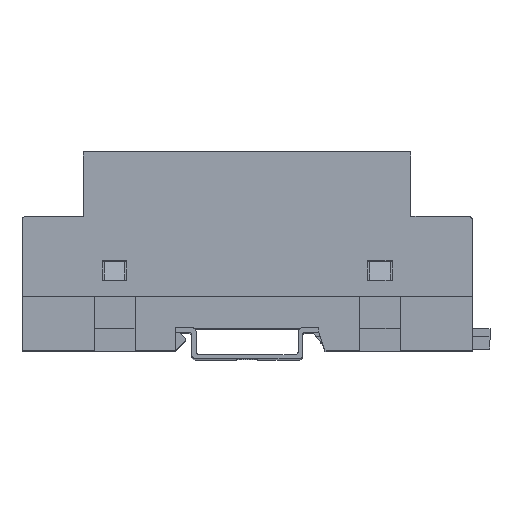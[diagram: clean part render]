
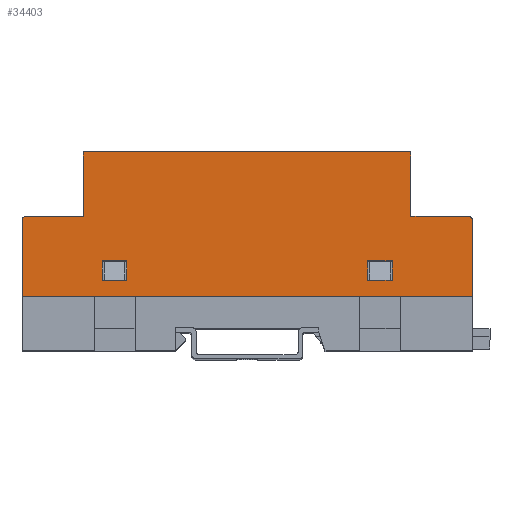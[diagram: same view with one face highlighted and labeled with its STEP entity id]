
A CAD part, top view. The second image highlights one B-rep face of the part: STEP entity #34403.
In plain terms, the highlighted face is planar.
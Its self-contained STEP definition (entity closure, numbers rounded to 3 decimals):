
#84 = FACE_BOUND ( 'NONE', #15578, .T. ) ;
#201 = ORIENTED_EDGE ( 'NONE', *, *, #23395, .F. ) ;
#346 = VERTEX_POINT ( 'NONE', #32125 ) ;
#558 = LINE ( 'NONE', #13888, #6285 ) ;
#829 = VECTOR ( 'NONE', #16255, 1000. ) ;
#863 = LINE ( 'NONE', #11511, #33746 ) ;
#892 = LINE ( 'NONE', #14904, #16728 ) ;
#2059 = AXIS2_PLACEMENT_3D ( 'NONE', #20755, #26518, #23606 ) ;
#2179 = VECTOR ( 'NONE', #26541, 1000. ) ;
#2535 = DIRECTION ( 'NONE',  ( 0., 0., -1. ) ) ;
#3439 = ORIENTED_EDGE ( 'NONE', *, *, #28565, .F. ) ;
#3597 = VECTOR ( 'NONE', #11134, 1000. ) ;
#3613 = ORIENTED_EDGE ( 'NONE', *, *, #29891, .T. ) ;
#3735 = CARTESIAN_POINT ( 'NONE',  ( 35.4, 4., -52.5 ) ) ;
#4367 = LINE ( 'NONE', #26508, #27654 ) ;
#4431 = CARTESIAN_POINT ( 'NONE',  ( 55., 35.3, -52.5 ) ) ;
#4818 = AXIS2_PLACEMENT_3D ( 'NONE', #36084, #2535, #11039 ) ;
#5473 = CARTESIAN_POINT ( 'NONE',  ( -40., 19.6, -52.5 ) ) ;
#5487 = CARTESIAN_POINT ( 'NONE',  ( -54., 19.6, -52.5 ) ) ;
#5500 = ORIENTED_EDGE ( 'NONE', *, *, #12209, .T. ) ;
#5589 = VERTEX_POINT ( 'NONE', #29128 ) ;
#5635 = LINE ( 'NONE', #34982, #30182 ) ;
#6224 = CARTESIAN_POINT ( 'NONE',  ( -54., 18.6, -52.5 ) ) ;
#6279 = LINE ( 'NONE', #5473, #3597 ) ;
#6285 = VECTOR ( 'NONE', #33435, 1000. ) ;
#6575 = EDGE_CURVE ( 'NONE', #346, #9719, #863, .T. ) ;
#6635 = ORIENTED_EDGE ( 'NONE', *, *, #17097, .F. ) ;
#6873 = CARTESIAN_POINT ( 'NONE',  ( -35.4, 4., -52.5 ) ) ;
#6922 = PLANE ( 'NONE',  #2059 ) ;
#6984 = EDGE_CURVE ( 'NONE', #25295, #34674, #24132, .T. ) ;
#7318 = ORIENTED_EDGE ( 'NONE', *, *, #6575, .F. ) ;
#7362 = VECTOR ( 'NONE', #31665, 1000. ) ;
#7700 = CARTESIAN_POINT ( 'NONE',  ( -29.4, 8.7, -52.5 ) ) ;
#7751 = ORIENTED_EDGE ( 'NONE', *, *, #21927, .F. ) ;
#8008 = LINE ( 'NONE', #17239, #29432 ) ;
#8043 = VERTEX_POINT ( 'NONE', #35356 ) ;
#8215 = CIRCLE ( 'NONE', #4818, 1. ) ;
#8463 = CARTESIAN_POINT ( 'NONE',  ( 54., 19.6, -52.5 ) ) ;
#8709 = EDGE_CURVE ( 'NONE', #8043, #5589, #13212, .T. ) ;
#8712 = DIRECTION ( 'NONE',  ( 0., 0., -1. ) ) ;
#8767 = CARTESIAN_POINT ( 'NONE',  ( -29.4, 4., -52.5 ) ) ;
#8789 = LINE ( 'NONE', #3735, #23231 ) ;
#8815 = LINE ( 'NONE', #4431, #2179 ) ;
#8838 = DIRECTION ( 'NONE',  ( 1., 0., 0. ) ) ;
#9444 = DIRECTION ( 'NONE',  ( -1., 0., 0. ) ) ;
#9530 = EDGE_CURVE ( 'NONE', #28478, #346, #5635, .T. ) ;
#9719 = VERTEX_POINT ( 'NONE', #7700 ) ;
#10480 = CARTESIAN_POINT ( 'NONE',  ( 35.4, 8.7, -52.5 ) ) ;
#10958 = EDGE_CURVE ( 'NONE', #28884, #21398, #8215, .T. ) ;
#10985 = VERTEX_POINT ( 'NONE', #24879 ) ;
#11039 = DIRECTION ( 'NONE',  ( 1., 0., 0. ) ) ;
#11134 = DIRECTION ( 'NONE',  ( 0., 1., 0. ) ) ;
#11232 = CARTESIAN_POINT ( 'NONE',  ( 40., 19.6, -52.5 ) ) ;
#11448 = VECTOR ( 'NONE', #30770, 1000. ) ;
#11511 = CARTESIAN_POINT ( 'NONE',  ( -29.4, 8.7, -52.5 ) ) ;
#12005 = CARTESIAN_POINT ( 'NONE',  ( 35.4, 4., -52.5 ) ) ;
#12209 = EDGE_CURVE ( 'NONE', #10985, #19205, #4367, .T. ) ;
#13182 = ORIENTED_EDGE ( 'NONE', *, *, #10958, .T. ) ;
#13212 = LINE ( 'NONE', #11232, #11448 ) ;
#13888 = CARTESIAN_POINT ( 'NONE',  ( 55., 19.6, -52.5 ) ) ;
#13965 = CARTESIAN_POINT ( 'NONE',  ( -55., 18.6, -52.5 ) ) ;
#14104 = EDGE_LOOP ( 'NONE', ( #33071, #13182, #16925, #5500, #7751, #34061, #34040, #3613, #31715, #17353 ) ) ;
#14592 = DIRECTION ( 'NONE',  ( 1., 0., 0. ) ) ;
#14842 = DIRECTION ( 'NONE',  ( -1., 0., 0. ) ) ;
#14904 = CARTESIAN_POINT ( 'NONE',  ( 35.4, 8.7, -52.5 ) ) ;
#14952 = CARTESIAN_POINT ( 'NONE',  ( 29.4, 8.7, -52.5 ) ) ;
#15578 = EDGE_LOOP ( 'NONE', ( #32950, #22030, #201, #6635 ) ) ;
#15905 = VERTEX_POINT ( 'NONE', #22709 ) ;
#15938 = VECTOR ( 'NONE', #29889, 1000. ) ;
#16255 = DIRECTION ( 'NONE',  ( 1., 0., 0. ) ) ;
#16350 = VERTEX_POINT ( 'NONE', #13965 ) ;
#16728 = VECTOR ( 'NONE', #23341, 1000. ) ;
#16925 = ORIENTED_EDGE ( 'NONE', *, *, #17765, .T. ) ;
#17097 = EDGE_CURVE ( 'NONE', #34674, #28946, #892, .T. ) ;
#17239 = CARTESIAN_POINT ( 'NONE',  ( -55., 35.3, -52.5 ) ) ;
#17353 = ORIENTED_EDGE ( 'NONE', *, *, #8709, .F. ) ;
#17530 = ORIENTED_EDGE ( 'NONE', *, *, #9530, .F. ) ;
#17765 = EDGE_CURVE ( 'NONE', #21398, #10985, #8815, .T. ) ;
#18027 = CARTESIAN_POINT ( 'NONE',  ( -55., 0., -52.5 ) ) ;
#18131 = EDGE_CURVE ( 'NONE', #5589, #18776, #24965, .T. ) ;
#18244 = DIRECTION ( 'NONE',  ( 0., 1., 0. ) ) ;
#18776 = VERTEX_POINT ( 'NONE', #21618 ) ;
#18846 = VECTOR ( 'NONE', #23384, 1000. ) ;
#19205 = VERTEX_POINT ( 'NONE', #18027 ) ;
#19736 = CIRCLE ( 'NONE', #32110, 1. ) ;
#20587 = EDGE_CURVE ( 'NONE', #9719, #33051, #28626, .T. ) ;
#20752 = EDGE_CURVE ( 'NONE', #28884, #8043, #558, .T. ) ;
#20755 = CARTESIAN_POINT ( 'NONE',  ( -55., 35.3, -52.5 ) ) ;
#21206 = CARTESIAN_POINT ( 'NONE',  ( -29.4, 4., -52.5 ) ) ;
#21398 = VERTEX_POINT ( 'NONE', #27429 ) ;
#21618 = CARTESIAN_POINT ( 'NONE',  ( -40., 35.3, -52.5 ) ) ;
#21927 = EDGE_CURVE ( 'NONE', #16350, #19205, #8008, .T. ) ;
#22030 = ORIENTED_EDGE ( 'NONE', *, *, #32099, .F. ) ;
#22214 = LINE ( 'NONE', #21206, #33987 ) ;
#22476 = FACE_OUTER_BOUND ( 'NONE', #14104, .T. ) ;
#22709 = CARTESIAN_POINT ( 'NONE',  ( 29.4, 4., -52.5 ) ) ;
#23181 = VERTEX_POINT ( 'NONE', #5487 ) ;
#23231 = VECTOR ( 'NONE', #9444, 1000. ) ;
#23341 = DIRECTION ( 'NONE',  ( 0., -1., 0. ) ) ;
#23384 = DIRECTION ( 'NONE',  ( -1., 0., 0. ) ) ;
#23395 = EDGE_CURVE ( 'NONE', #28946, #15905, #8789, .T. ) ;
#23500 = VERTEX_POINT ( 'NONE', #24434 ) ;
#23587 = CARTESIAN_POINT ( 'NONE',  ( 29.4, 8.7, -52.5 ) ) ;
#23593 = LINE ( 'NONE', #14952, #7362 ) ;
#23606 = DIRECTION ( 'NONE',  ( 1., 0., 0. ) ) ;
#23920 = DIRECTION ( 'NONE',  ( -1., 0., 0. ) ) ;
#24132 = LINE ( 'NONE', #36038, #829 ) ;
#24302 = CARTESIAN_POINT ( 'NONE',  ( -29.4, 8.7, -52.5 ) ) ;
#24434 = CARTESIAN_POINT ( 'NONE',  ( -40., 19.6, -52.5 ) ) ;
#24879 = CARTESIAN_POINT ( 'NONE',  ( 55., 0., -52.5 ) ) ;
#24965 = LINE ( 'NONE', #26302, #18846 ) ;
#25295 = VERTEX_POINT ( 'NONE', #23587 ) ;
#25819 = VECTOR ( 'NONE', #14842, 1000. ) ;
#26302 = CARTESIAN_POINT ( 'NONE',  ( -55., 35.3, -52.5 ) ) ;
#26508 = CARTESIAN_POINT ( 'NONE',  ( -55., 0., -52.5 ) ) ;
#26518 = DIRECTION ( 'NONE',  ( 0., 0., 1. ) ) ;
#26541 = DIRECTION ( 'NONE',  ( 0., -1., 0. ) ) ;
#27183 = EDGE_CURVE ( 'NONE', #23500, #23181, #33238, .T. ) ;
#27429 = CARTESIAN_POINT ( 'NONE',  ( 55., 18.6, -52.5 ) ) ;
#27654 = VECTOR ( 'NONE', #32827, 1000. ) ;
#28478 = VERTEX_POINT ( 'NONE', #6873 ) ;
#28565 = EDGE_CURVE ( 'NONE', #33051, #28478, #22214, .T. ) ;
#28626 = LINE ( 'NONE', #24302, #15938 ) ;
#28884 = VERTEX_POINT ( 'NONE', #8463 ) ;
#28946 = VERTEX_POINT ( 'NONE', #12005 ) ;
#29128 = CARTESIAN_POINT ( 'NONE',  ( 40., 35.3, -52.5 ) ) ;
#29432 = VECTOR ( 'NONE', #33603, 1000. ) ;
#29889 = DIRECTION ( 'NONE',  ( 0., -1., 0. ) ) ;
#29891 = EDGE_CURVE ( 'NONE', #23500, #18776, #6279, .T. ) ;
#30182 = VECTOR ( 'NONE', #18244, 1000. ) ;
#30770 = DIRECTION ( 'NONE',  ( 0., 1., 0. ) ) ;
#31665 = DIRECTION ( 'NONE',  ( 0., 1., 0. ) ) ;
#31715 = ORIENTED_EDGE ( 'NONE', *, *, #18131, .F. ) ;
#32099 = EDGE_CURVE ( 'NONE', #15905, #25295, #23593, .T. ) ;
#32110 = AXIS2_PLACEMENT_3D ( 'NONE', #6224, #8712, #8838 ) ;
#32125 = CARTESIAN_POINT ( 'NONE',  ( -35.4, 8.7, -52.5 ) ) ;
#32827 = DIRECTION ( 'NONE',  ( -1., 0., 0. ) ) ;
#32950 = ORIENTED_EDGE ( 'NONE', *, *, #6984, .F. ) ;
#33051 = VERTEX_POINT ( 'NONE', #8767 ) ;
#33071 = ORIENTED_EDGE ( 'NONE', *, *, #20752, .F. ) ;
#33238 = LINE ( 'NONE', #34497, #25819 ) ;
#33398 = EDGE_LOOP ( 'NONE', ( #3439, #34586, #7318, #17530 ) ) ;
#33435 = DIRECTION ( 'NONE',  ( -1., 0., 0. ) ) ;
#33603 = DIRECTION ( 'NONE',  ( 0., -1., 0. ) ) ;
#33746 = VECTOR ( 'NONE', #14592, 1000. ) ;
#33987 = VECTOR ( 'NONE', #23920, 1000. ) ;
#34040 = ORIENTED_EDGE ( 'NONE', *, *, #27183, .F. ) ;
#34061 = ORIENTED_EDGE ( 'NONE', *, *, #35573, .T. ) ;
#34304 = FACE_BOUND ( 'NONE', #33398, .T. ) ;
#34403 = ADVANCED_FACE ( 'NONE', ( #34304, #84, #22476 ), #6922, .F. ) ;
#34497 = CARTESIAN_POINT ( 'NONE',  ( -40., 19.6, -52.5 ) ) ;
#34586 = ORIENTED_EDGE ( 'NONE', *, *, #20587, .F. ) ;
#34674 = VERTEX_POINT ( 'NONE', #10480 ) ;
#34982 = CARTESIAN_POINT ( 'NONE',  ( -35.4, 8.7, -52.5 ) ) ;
#35356 = CARTESIAN_POINT ( 'NONE',  ( 40., 19.6, -52.5 ) ) ;
#35573 = EDGE_CURVE ( 'NONE', #16350, #23181, #19736, .T. ) ;
#36038 = CARTESIAN_POINT ( 'NONE',  ( 35.4, 8.7, -52.5 ) ) ;
#36084 = CARTESIAN_POINT ( 'NONE',  ( 54., 18.6, -52.5 ) ) ;
